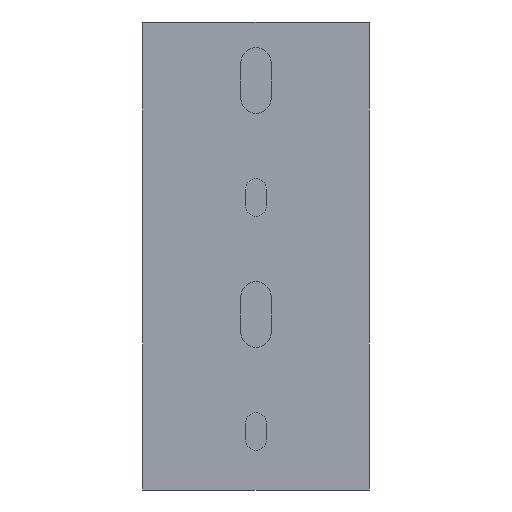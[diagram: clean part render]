
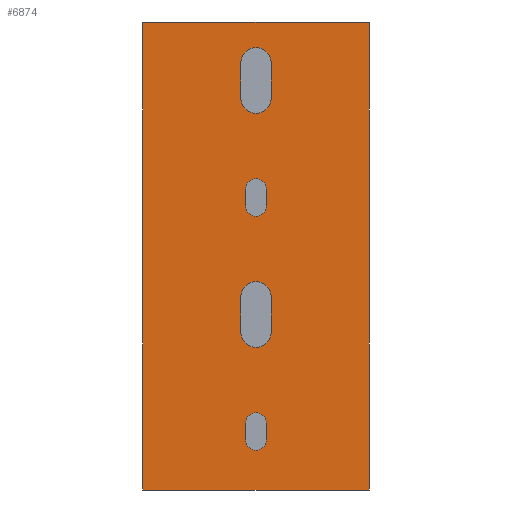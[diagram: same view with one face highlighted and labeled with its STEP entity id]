
A CAD part, front view. The second image highlights one B-rep face of the part: STEP entity #6874.
In plain terms, the highlighted planar face has unit normal (0, -1, 0).
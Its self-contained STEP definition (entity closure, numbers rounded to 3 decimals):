
#2240=DIRECTION('',(1.,0.,0.));
#2241=VECTOR('',#2240,48.5);
#2242=CARTESIAN_POINT('',(-24.25,0.,100.));
#2243=LINE('',#2242,#2241);
#2247=DIRECTION('',(0.,0.,-1.));
#2248=VECTOR('',#2247,100.);
#2249=CARTESIAN_POINT('',(24.25,0.,100.));
#2250=LINE('',#2249,#2248);
#2254=DIRECTION('',(-1.,0.,0.));
#2255=VECTOR('',#2254,48.5);
#2256=CARTESIAN_POINT('',(24.25,0.,0.));
#2257=LINE('',#2256,#2255);
#2261=DIRECTION('',(0.,0.,1.));
#2262=VECTOR('',#2261,100.);
#2263=CARTESIAN_POINT('',(-24.25,0.,0.));
#2264=LINE('',#2263,#2262);
#2268=CARTESIAN_POINT('',(0.,0.,91.25));
#2269=DIRECTION('',(0.,1.,0.));
#2270=DIRECTION('',(-1.,0.,0.));
#2271=AXIS2_PLACEMENT_3D('',#2268,#2269,#2270);
#2276=DIRECTION('',(0.,0.,1.));
#2277=VECTOR('',#2276,7.5);
#2278=CARTESIAN_POINT('',(-3.25,0.,83.75));
#2279=LINE('',#2278,#2277);
#2283=CARTESIAN_POINT('',(0.,0.,83.75));
#2284=DIRECTION('',(0.,1.,0.));
#2285=DIRECTION('',(1.,0.,0.));
#2286=AXIS2_PLACEMENT_3D('',#2283,#2284,#2285);
#2291=DIRECTION('',(0.,0.,-1.));
#2292=VECTOR('',#2291,7.5);
#2293=CARTESIAN_POINT('',(3.25,0.,91.25));
#2294=LINE('',#2293,#2292);
#2298=CARTESIAN_POINT('',(0.,0.,64.25));
#2299=DIRECTION('',(0.,1.,0.));
#2300=DIRECTION('',(-1.,0.,0.));
#2301=AXIS2_PLACEMENT_3D('',#2298,#2299,#2300);
#2306=DIRECTION('',(0.,0.,1.));
#2307=VECTOR('',#2306,3.5);
#2308=CARTESIAN_POINT('',(-2.25,0.,60.75));
#2309=LINE('',#2308,#2307);
#2313=CARTESIAN_POINT('',(0.,0.,60.75));
#2314=DIRECTION('',(0.,1.,0.));
#2315=DIRECTION('',(1.,0.,0.));
#2316=AXIS2_PLACEMENT_3D('',#2313,#2314,#2315);
#2321=DIRECTION('',(0.,0.,-1.));
#2322=VECTOR('',#2321,3.5);
#2323=CARTESIAN_POINT('',(2.25,0.,64.25));
#2324=LINE('',#2323,#2322);
#2328=CARTESIAN_POINT('',(0.,0.,41.25));
#2329=DIRECTION('',(0.,1.,0.));
#2330=DIRECTION('',(-1.,0.,0.));
#2331=AXIS2_PLACEMENT_3D('',#2328,#2329,#2330);
#2336=DIRECTION('',(0.,0.,1.));
#2337=VECTOR('',#2336,7.5);
#2338=CARTESIAN_POINT('',(-3.25,0.,33.75));
#2339=LINE('',#2338,#2337);
#2343=CARTESIAN_POINT('',(0.,0.,33.75));
#2344=DIRECTION('',(0.,1.,0.));
#2345=DIRECTION('',(1.,0.,0.));
#2346=AXIS2_PLACEMENT_3D('',#2343,#2344,#2345);
#2351=DIRECTION('',(0.,0.,-1.));
#2352=VECTOR('',#2351,7.5);
#2353=CARTESIAN_POINT('',(3.25,0.,41.25));
#2354=LINE('',#2353,#2352);
#2358=CARTESIAN_POINT('',(0.,0.,14.25));
#2359=DIRECTION('',(0.,1.,0.));
#2360=DIRECTION('',(-1.,0.,0.));
#2361=AXIS2_PLACEMENT_3D('',#2358,#2359,#2360);
#2366=DIRECTION('',(0.,0.,1.));
#2367=VECTOR('',#2366,3.5);
#2368=CARTESIAN_POINT('',(-2.25,0.,10.75));
#2369=LINE('',#2368,#2367);
#2373=CARTESIAN_POINT('',(0.,0.,10.75));
#2374=DIRECTION('',(0.,1.,0.));
#2375=DIRECTION('',(1.,0.,0.));
#2376=AXIS2_PLACEMENT_3D('',#2373,#2374,#2375);
#2381=DIRECTION('',(0.,0.,-1.));
#2382=VECTOR('',#2381,3.5);
#2383=CARTESIAN_POINT('',(2.25,0.,14.25));
#2384=LINE('',#2383,#2382);
#4066=CARTESIAN_POINT('',(-3.25,0.,91.25));
#4067=CARTESIAN_POINT('',(3.25,0.,91.25));
#4068=VERTEX_POINT('',#4066);
#4069=VERTEX_POINT('',#4067);
#4070=CARTESIAN_POINT('',(3.25,0.,83.75));
#4071=VERTEX_POINT('',#4070);
#4072=CARTESIAN_POINT('',(-3.25,0.,83.75));
#4073=VERTEX_POINT('',#4072);
#4074=CARTESIAN_POINT('',(-2.25,0.,64.25));
#4075=CARTESIAN_POINT('',(2.25,0.,64.25));
#4076=VERTEX_POINT('',#4074);
#4077=VERTEX_POINT('',#4075);
#4078=CARTESIAN_POINT('',(2.25,0.,60.75));
#4079=VERTEX_POINT('',#4078);
#4080=CARTESIAN_POINT('',(-2.25,0.,60.75));
#4081=VERTEX_POINT('',#4080);
#4098=CARTESIAN_POINT('',(-3.25,0.,41.25));
#4099=CARTESIAN_POINT('',(3.25,0.,41.25));
#4100=VERTEX_POINT('',#4098);
#4101=VERTEX_POINT('',#4099);
#4102=CARTESIAN_POINT('',(3.25,0.,33.75));
#4103=VERTEX_POINT('',#4102);
#4104=CARTESIAN_POINT('',(-3.25,0.,33.75));
#4105=VERTEX_POINT('',#4104);
#4106=CARTESIAN_POINT('',(-2.25,0.,14.25));
#4107=CARTESIAN_POINT('',(2.25,0.,14.25));
#4108=VERTEX_POINT('',#4106);
#4109=VERTEX_POINT('',#4107);
#4110=CARTESIAN_POINT('',(2.25,0.,10.75));
#4111=VERTEX_POINT('',#4110);
#4112=CARTESIAN_POINT('',(-2.25,0.,10.75));
#4113=VERTEX_POINT('',#4112);
#4258=CARTESIAN_POINT('',(-24.25,0.,0.));
#4259=CARTESIAN_POINT('',(-24.25,0.,100.));
#4260=VERTEX_POINT('',#4258);
#4261=VERTEX_POINT('',#4259);
#4266=CARTESIAN_POINT('',(24.25,0.,100.));
#4267=CARTESIAN_POINT('',(24.25,0.,0.));
#4268=VERTEX_POINT('',#4266);
#4269=VERTEX_POINT('',#4267);
#6822=CARTESIAN_POINT('',(-24.25,0.,0.));
#6823=DIRECTION('',(0.,-1.,0.));
#6824=DIRECTION('',(1.,0.,0.));
#6825=AXIS2_PLACEMENT_3D('',#6822,#6823,#6824);
#6826=PLANE('',#6825);
#6828=ORIENTED_EDGE('',*,*,#6827,.T.);
#6829=ORIENTED_EDGE('',*,*,#6769,.T.);
#6830=ORIENTED_EDGE('',*,*,#4793,.T.);
#6831=ORIENTED_EDGE('',*,*,#5681,.T.);
#6832=EDGE_LOOP('',(#6828,#6829,#6830,#6831));
#6833=FACE_OUTER_BOUND('',#6832,.F.);
#6835=ORIENTED_EDGE('',*,*,#6834,.F.);
#6837=ORIENTED_EDGE('',*,*,#6836,.F.);
#6839=ORIENTED_EDGE('',*,*,#6838,.F.);
#6841=ORIENTED_EDGE('',*,*,#6840,.F.);
#6842=EDGE_LOOP('',(#6835,#6837,#6839,#6841));
#6843=FACE_BOUND('',#6842,.F.);
#6845=ORIENTED_EDGE('',*,*,#6844,.F.);
#6847=ORIENTED_EDGE('',*,*,#6846,.F.);
#6849=ORIENTED_EDGE('',*,*,#6848,.F.);
#6851=ORIENTED_EDGE('',*,*,#6850,.F.);
#6852=EDGE_LOOP('',(#6845,#6847,#6849,#6851));
#6853=FACE_BOUND('',#6852,.F.);
#6855=ORIENTED_EDGE('',*,*,#6854,.F.);
#6857=ORIENTED_EDGE('',*,*,#6856,.F.);
#6859=ORIENTED_EDGE('',*,*,#6858,.F.);
#6861=ORIENTED_EDGE('',*,*,#6860,.F.);
#6862=EDGE_LOOP('',(#6855,#6857,#6859,#6861));
#6863=FACE_BOUND('',#6862,.F.);
#6865=ORIENTED_EDGE('',*,*,#6864,.F.);
#6867=ORIENTED_EDGE('',*,*,#6866,.F.);
#6869=ORIENTED_EDGE('',*,*,#6868,.F.);
#6871=ORIENTED_EDGE('',*,*,#6870,.F.);
#6872=EDGE_LOOP('',(#6865,#6867,#6869,#6871));
#6873=FACE_BOUND('',#6872,.F.);
#2272=CIRCLE('',#2271,3.25);
#2287=CIRCLE('',#2286,3.25);
#2302=CIRCLE('',#2301,2.25);
#2317=CIRCLE('',#2316,2.25);
#2332=CIRCLE('',#2331,3.25);
#2347=CIRCLE('',#2346,3.25);
#2362=CIRCLE('',#2361,2.25);
#2377=CIRCLE('',#2376,2.25);
#4793=EDGE_CURVE('',#4269,#4260,#2257,.T.);
#5681=EDGE_CURVE('',#4260,#4261,#2264,.T.);
#6769=EDGE_CURVE('',#4268,#4269,#2250,.T.);
#6827=EDGE_CURVE('',#4261,#4268,#2243,.T.);
#6834=EDGE_CURVE('',#4068,#4069,#2272,.T.);
#6836=EDGE_CURVE('',#4073,#4068,#2279,.T.);
#6838=EDGE_CURVE('',#4071,#4073,#2287,.T.);
#6840=EDGE_CURVE('',#4069,#4071,#2294,.T.);
#6844=EDGE_CURVE('',#4076,#4077,#2302,.T.);
#6846=EDGE_CURVE('',#4081,#4076,#2309,.T.);
#6848=EDGE_CURVE('',#4079,#4081,#2317,.T.);
#6850=EDGE_CURVE('',#4077,#4079,#2324,.T.);
#6854=EDGE_CURVE('',#4100,#4101,#2332,.T.);
#6856=EDGE_CURVE('',#4105,#4100,#2339,.T.);
#6858=EDGE_CURVE('',#4103,#4105,#2347,.T.);
#6860=EDGE_CURVE('',#4101,#4103,#2354,.T.);
#6864=EDGE_CURVE('',#4108,#4109,#2362,.T.);
#6866=EDGE_CURVE('',#4113,#4108,#2369,.T.);
#6868=EDGE_CURVE('',#4111,#4113,#2377,.T.);
#6870=EDGE_CURVE('',#4109,#4111,#2384,.T.);
#6874=ADVANCED_FACE('',(#6833,#6843,#6853,#6863,#6873),#6826,.T.);
